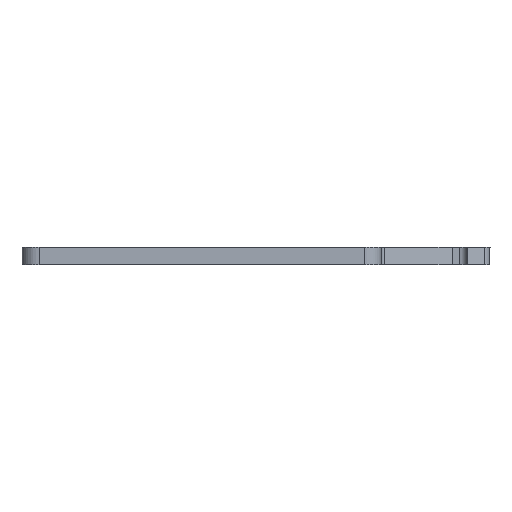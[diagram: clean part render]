
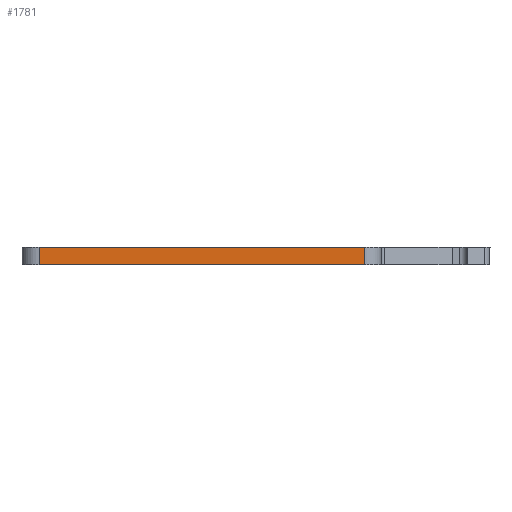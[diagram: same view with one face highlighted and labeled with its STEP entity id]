
A CAD part, left-side view. The second image highlights one B-rep face of the part: STEP entity #1781.
In plain terms, the highlighted face is planar.
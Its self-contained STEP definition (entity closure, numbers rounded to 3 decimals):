
#361=DIRECTION('',(-1.,0.,0.));
#362=VECTOR('',#361,28.5);
#363=CARTESIAN_POINT('',(189.866,1363.152,1.5));
#364=LINE('',#363,#362);
#376=DIRECTION('',(-1.,0.,0.));
#377=VECTOR('',#376,28.5);
#378=CARTESIAN_POINT('',(189.866,1363.152,0.));
#379=LINE('',#378,#377);
#666=DIRECTION('',(0.,0.,1.));
#667=VECTOR('',#666,1.5);
#668=CARTESIAN_POINT('',(161.366,1363.152,0.));
#669=LINE('',#668,#667);
#1058=DIRECTION('',(0.,0.,-1.));
#1059=VECTOR('',#1058,1.5);
#1060=CARTESIAN_POINT('',(189.866,1363.152,1.5));
#1061=LINE('',#1060,#1059);
#1375=CARTESIAN_POINT('',(161.366,1363.152,1.5));
#1377=VERTEX_POINT('',#1375);
#1454=CARTESIAN_POINT('',(189.866,1363.152,1.5));
#1455=VERTEX_POINT('',#1454);
#1524=CARTESIAN_POINT('',(189.866,1363.152,0.));
#1525=CARTESIAN_POINT('',(161.366,1363.152,0.));
#1526=VERTEX_POINT('',#1524);
#1527=VERTEX_POINT('',#1525);
#1767=CARTESIAN_POINT('',(189.866,1363.152,0.));
#1768=DIRECTION('',(0.,-1.,0.));
#1769=DIRECTION('',(-1.,0.,0.));
#1770=AXIS2_PLACEMENT_3D('',#1767,#1768,#1769);
#1771=PLANE('',#1770);
#1773=ORIENTED_EDGE('',*,*,#1772,.T.);
#1775=ORIENTED_EDGE('',*,*,#1774,.T.);
#1776=ORIENTED_EDGE('',*,*,#1627,.F.);
#1778=ORIENTED_EDGE('',*,*,#1777,.T.);
#1779=EDGE_LOOP('',(#1773,#1775,#1776,#1778));
#1780=FACE_OUTER_BOUND('',#1779,.F.);
#1627=EDGE_CURVE('',#1455,#1377,#364,.T.);
#1772=EDGE_CURVE('',#1526,#1527,#379,.T.);
#1774=EDGE_CURVE('',#1527,#1377,#669,.T.);
#1777=EDGE_CURVE('',#1455,#1526,#1061,.T.);
#1781=ADVANCED_FACE('',(#1780),#1771,.T.);
